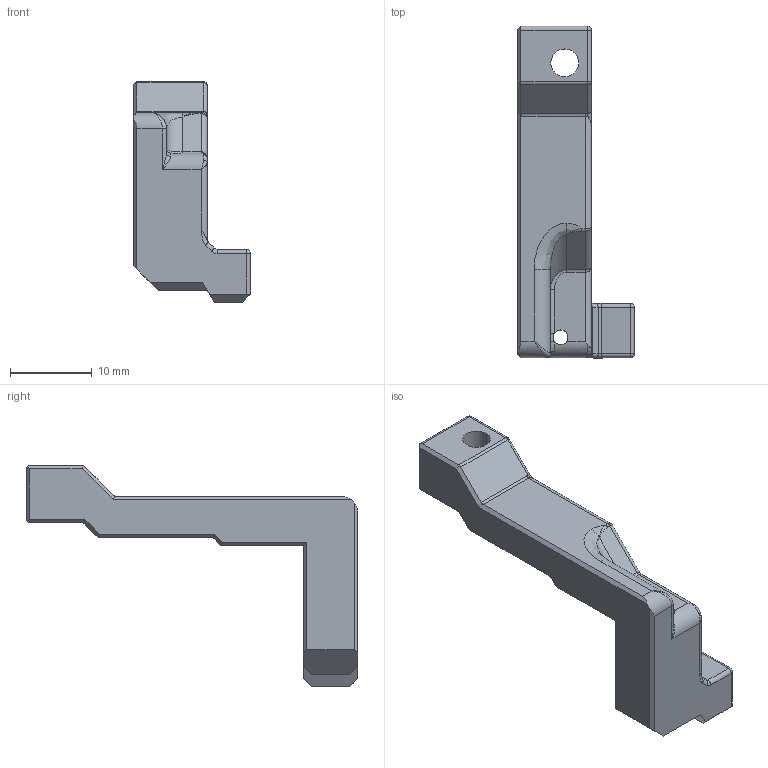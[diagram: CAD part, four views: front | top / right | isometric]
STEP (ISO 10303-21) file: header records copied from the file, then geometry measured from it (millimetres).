
FILE_DESCRIPTION (( 'STEP AP214' ), '1' );
FILE_NAME ('oct_dr_to_pi.STEP', '2021-09-08T23:40:04', ( '' ), ( '' ), 'SwSTEP 2.0', 'SolidWorks 2021', '' );
FILE_SCHEMA (( 'AUTOMOTIVE_DESIGN' ));
Length unit declared in the file: millimetre
Products named in the file (1): oct_dr_to_pi
Bounding box: 14.25 x 40.5 x 27 mm (x, y, z)
Volume: 2805.4 mm3; surface area: 2021.9 mm2
Topology: 1 solids, 1 shells, 222 faces, 577 edges, 356 vertices
Faces by surface type: plane 107, bspline 59, cylinder 45, sphere 6, torus 5
Entity records: 9046 total; most frequent: CARTESIAN_POINT 4148, ORIENTED_EDGE 1130, DIRECTION 812, EDGE_CURVE 565, VERTEX_POINT 356, LINE 348, VECTOR 348, EDGE_LOOP 237
